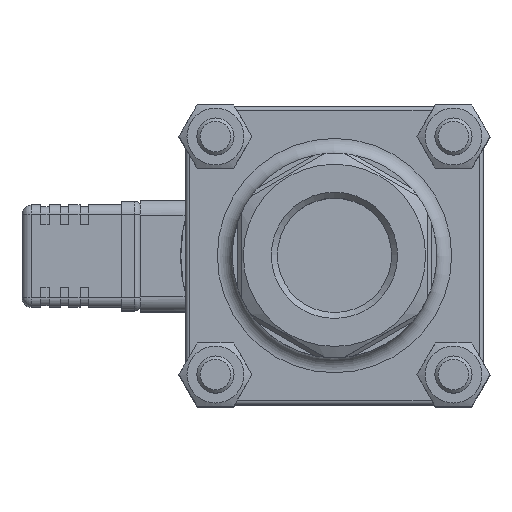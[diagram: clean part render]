
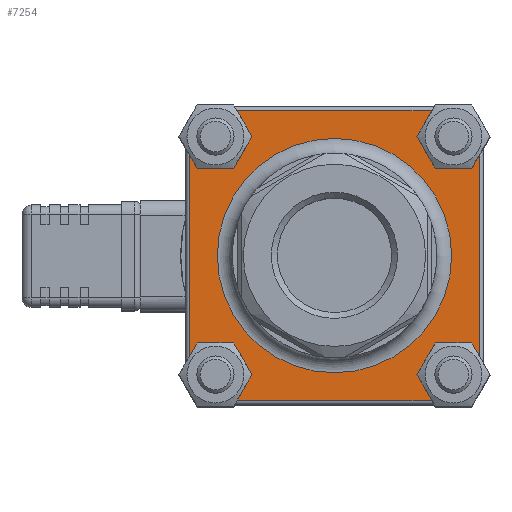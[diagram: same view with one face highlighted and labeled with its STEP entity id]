
A CAD part, top view. The second image highlights one B-rep face of the part: STEP entity #7254.
In plain terms, the highlighted planar face has unit normal (0, 0, 1).
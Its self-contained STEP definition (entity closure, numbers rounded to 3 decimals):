
#254=FACE_BOUND('',#1222,.T.);
#791=FACE_OUTER_BOUND('',#1221,.T.);
#1221=EDGE_LOOP('',(#5980,#5981,#5982,#5983,#5984,#5985,#5986,#5987,#5988,
#5989,#5990));
#1222=EDGE_LOOP('',(#5991));
#1557=LINE('',#11423,#2041);
#1561=LINE('',#11446,#2045);
#1565=LINE('',#11456,#2049);
#1569=LINE('',#11475,#2053);
#2041=VECTOR('',#9048,10.);
#2045=VECTOR('',#9074,10.);
#2049=VECTOR('',#9082,10.);
#2053=VECTOR('',#9104,10.);
#2447=CIRCLE('',#7710,31.5);
#2511=CIRCLE('',#7861,7.65);
#2513=CIRCLE('',#7863,7.65);
#2531=CIRCLE('',#7913,7.65);
#2548=CIRCLE('',#7962,7.65);
#2550=CIRCLE('',#7964,7.65);
#2565=CIRCLE('',#8004,7.65);
#2566=CIRCLE('',#8005,7.65);
#2941=VERTEX_POINT('',#11420);
#2942=VERTEX_POINT('',#11422);
#2949=VERTEX_POINT('',#11443);
#2950=VERTEX_POINT('',#11445);
#2953=VERTEX_POINT('',#11453);
#2954=VERTEX_POINT('',#11455);
#2959=VERTEX_POINT('',#11472);
#2960=VERTEX_POINT('',#11474);
#2965=VERTEX_POINT('',#11492);
#3068=VERTEX_POINT('',#11945);
#3147=VERTEX_POINT('',#12317);
#3173=VERTEX_POINT('',#12438);
#3734=EDGE_CURVE('',#2941,#2942,#1557,.T.);
#3746=EDGE_CURVE('',#2949,#2950,#1561,.T.);
#3751=EDGE_CURVE('',#2953,#2954,#1565,.T.);
#3761=EDGE_CURVE('',#2959,#2960,#1569,.T.);
#3770=EDGE_CURVE('',#2965,#2965,#2447,.T.);
#3958=EDGE_CURVE('',#2959,#3068,#2511,.T.);
#3960=EDGE_CURVE('',#3068,#2954,#2513,.T.);
#4026=EDGE_CURVE('',#2953,#2942,#2531,.T.);
#4091=EDGE_CURVE('',#2949,#3147,#2548,.T.);
#4093=EDGE_CURVE('',#3147,#2960,#2550,.T.);
#4136=EDGE_CURVE('',#2941,#3173,#2565,.T.);
#4137=EDGE_CURVE('',#3173,#2950,#2566,.T.);
#5980=ORIENTED_EDGE('',*,*,#4136,.T.);
#5981=ORIENTED_EDGE('',*,*,#4137,.T.);
#5982=ORIENTED_EDGE('',*,*,#3746,.F.);
#5983=ORIENTED_EDGE('',*,*,#4091,.T.);
#5984=ORIENTED_EDGE('',*,*,#4093,.T.);
#5985=ORIENTED_EDGE('',*,*,#3761,.F.);
#5986=ORIENTED_EDGE('',*,*,#3958,.T.);
#5987=ORIENTED_EDGE('',*,*,#3960,.T.);
#5988=ORIENTED_EDGE('',*,*,#3751,.F.);
#5989=ORIENTED_EDGE('',*,*,#4026,.T.);
#5990=ORIENTED_EDGE('',*,*,#3734,.F.);
#5991=ORIENTED_EDGE('',*,*,#3770,.F.);
#6474=PLANE('',#8003);
#7254=ADVANCED_FACE('',(#791,#254),#6474,.T.);
#7710=AXIS2_PLACEMENT_3D('',#11493,#9123,#9124);
#7861=AXIS2_PLACEMENT_3D('',#11947,#9511,#9512);
#7863=AXIS2_PLACEMENT_3D('',#11949,#9515,#9516);
#7913=AXIS2_PLACEMENT_3D('',#12135,#9639,#9640);
#7962=AXIS2_PLACEMENT_3D('',#12319,#9761,#9762);
#7964=AXIS2_PLACEMENT_3D('',#12321,#9765,#9766);
#8003=AXIS2_PLACEMENT_3D('',#12437,#9859,#9860);
#8004=AXIS2_PLACEMENT_3D('',#12439,#9861,#9862);
#8005=AXIS2_PLACEMENT_3D('',#12440,#9863,#9864);
#9048=DIRECTION('',(-1.,0.,0.));
#9074=DIRECTION('',(0.,-1.,0.));
#9082=DIRECTION('',(0.,1.,0.));
#9104=DIRECTION('',(1.,0.,0.));
#9123=DIRECTION('center_axis',(0.,0.,1.));
#9124=DIRECTION('ref_axis',(-1.,0.,0.));
#9511=DIRECTION('center_axis',(0.,0.,-1.));
#9512=DIRECTION('ref_axis',(0.5,0.866,0.));
#9515=DIRECTION('center_axis',(0.,0.,-1.));
#9516=DIRECTION('ref_axis',(0.5,0.866,0.));
#9639=DIRECTION('center_axis',(0.,0.,-1.));
#9640=DIRECTION('ref_axis',(0.5,0.866,0.));
#9761=DIRECTION('center_axis',(0.,0.,-1.));
#9762=DIRECTION('ref_axis',(0.5,0.866,0.));
#9765=DIRECTION('center_axis',(0.,0.,-1.));
#9766=DIRECTION('ref_axis',(0.5,0.866,0.));
#9859=DIRECTION('center_axis',(0.,0.,1.));
#9860=DIRECTION('ref_axis',(1.,0.,0.));
#9861=DIRECTION('center_axis',(0.,0.,-1.));
#9862=DIRECTION('ref_axis',(0.5,0.866,0.));
#9863=DIRECTION('center_axis',(0.,0.,-1.));
#9864=DIRECTION('ref_axis',(0.5,0.866,0.));
#11420=CARTESIAN_POINT('',(28.914,-39.,11.8));
#11422=CARTESIAN_POINT('',(-28.914,-39.,11.8));
#11423=CARTESIAN_POINT('',(20.,-39.,11.8));
#11443=CARTESIAN_POINT('',(39.,28.914,11.8));
#11445=CARTESIAN_POINT('',(39.,-28.914,11.8));
#11446=CARTESIAN_POINT('',(39.,20.,11.8));
#11453=CARTESIAN_POINT('',(-39.,-28.914,11.8));
#11455=CARTESIAN_POINT('',(-39.,28.914,11.8));
#11456=CARTESIAN_POINT('',(-39.,-20.,11.8));
#11472=CARTESIAN_POINT('',(-28.914,39.,11.8));
#11474=CARTESIAN_POINT('',(28.914,39.,11.8));
#11475=CARTESIAN_POINT('',(-20.,39.,11.8));
#11492=CARTESIAN_POINT('',(-31.5,0.,11.8));
#11493=CARTESIAN_POINT('Origin',(0.,0.,11.8));
#11945=CARTESIAN_POINT('',(-35.825,25.375,11.8));
#11947=CARTESIAN_POINT('Origin',(-32.,32.,11.8));
#11949=CARTESIAN_POINT('Origin',(-32.,32.,11.8));
#12135=CARTESIAN_POINT('Origin',(-32.,-32.,11.8));
#12317=CARTESIAN_POINT('',(28.175,25.375,11.8));
#12319=CARTESIAN_POINT('Origin',(32.,32.,11.8));
#12321=CARTESIAN_POINT('Origin',(32.,32.,11.8));
#12437=CARTESIAN_POINT('Origin',(0.,0.,
11.8));
#12438=CARTESIAN_POINT('',(28.175,-38.625,11.8));
#12439=CARTESIAN_POINT('Origin',(32.,-32.,11.8));
#12440=CARTESIAN_POINT('Origin',(32.,-32.,11.8));
